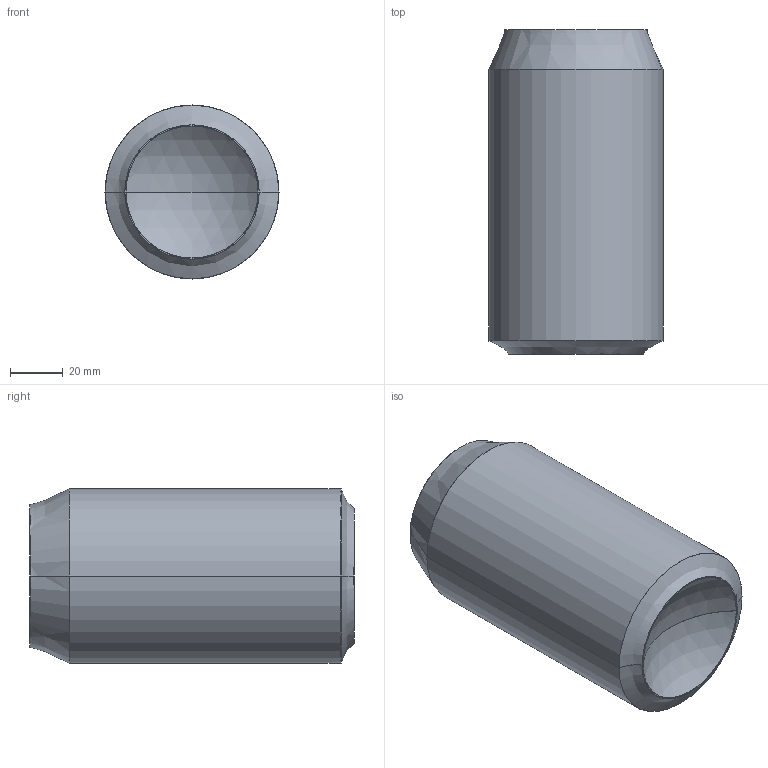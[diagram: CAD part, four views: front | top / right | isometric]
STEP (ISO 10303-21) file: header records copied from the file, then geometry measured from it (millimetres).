
FILE_DESCRIPTION (( 'STEP AP214' ), '1' );
FILE_NAME ('lata.STEP', '2023-03-17T06:09:24', ( '' ), ( '' ), 'SwSTEP 2.0', 'SolidWorks 2021', '' );
FILE_SCHEMA (( 'AUTOMOTIVE_DESIGN' ));
Length unit declared in the file: millimetre
Products named in the file (1): lata
Bounding box: 66 x 123 x 66 mm (x, y, z)
Volume: 2929 mm3; surface area: 58598.4 mm2
Topology: 1 solids, 1 shells, 34 faces, 66 edges, 38 vertices
Faces by surface type: cylinder 10, bspline 8, torus 8, sphere 4, plane 4
Entity records: 1034 total; most frequent: CARTESIAN_POINT 313, DIRECTION 160, ORIENTED_EDGE 132, AXIS2_PLACEMENT_3D 75, EDGE_CURVE 66, CIRCLE 48, VERTEX_POINT 38, EDGE_LOOP 38
